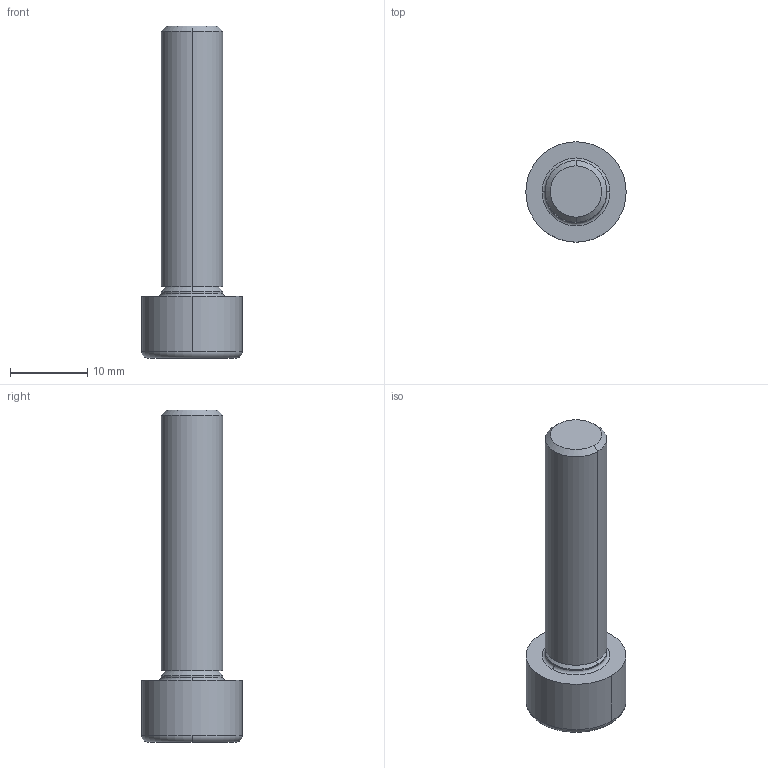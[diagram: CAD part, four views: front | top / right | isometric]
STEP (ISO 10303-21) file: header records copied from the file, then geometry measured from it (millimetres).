
FILE_DESCRIPTION(('STEP AP203'),'1');
FILE_NAME('din_en_iso_4762_m8x35.stp','2024-02-19T21:17:58',('TraceParts'),('TraceParts S.A.'),'Spatial InterOp 3D',' ',' ');
FILE_SCHEMA(('CONFIG_CONTROL_DESIGN'));
Length unit declared in the file: millimetre
Products named in the file (1): 1
Bounding box: 13 x 13 x 43 mm (x, y, z)
Volume: 2664.7 mm3; surface area: 1550.8 mm2
Topology: 1 solids, 1 shells, 32 faces, 76 edges, 47 vertices
Faces by surface type: plane 16, cone 6, cylinder 6, torus 4
Entity records: 964 total; most frequent: DIRECTION 178, CARTESIAN_POINT 154, ORIENTED_EDGE 148, EDGE_CURVE 74, AXIS2_PLACEMENT_3D 71, VERTEX_POINT 47, CIRCLE 38, LINE 36
